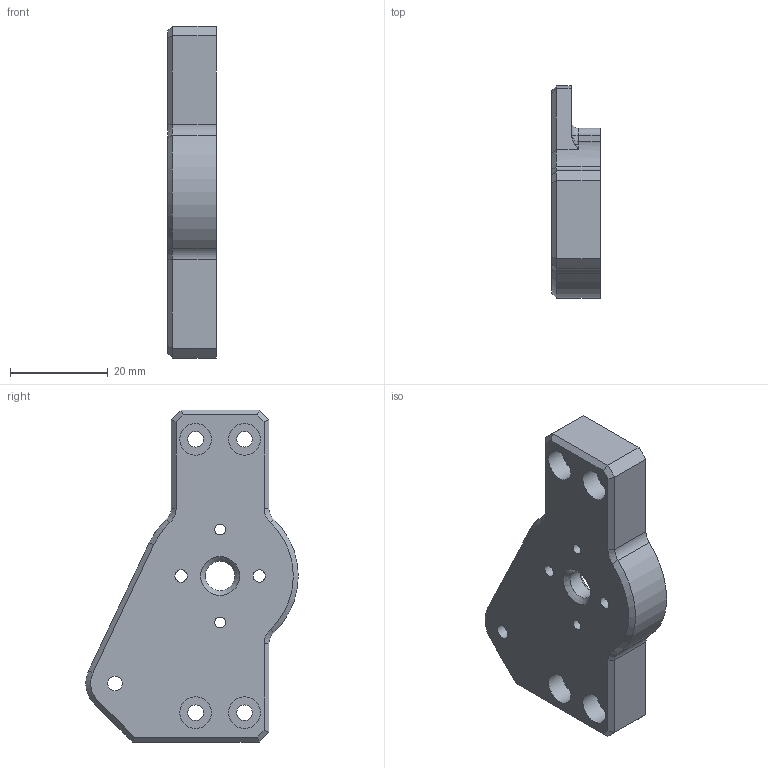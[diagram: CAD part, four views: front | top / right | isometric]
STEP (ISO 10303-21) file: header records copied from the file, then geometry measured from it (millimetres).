
FILE_DESCRIPTION(('FreeCAD Model'),'2;1');
FILE_NAME('Open CASCADE Shape Model','2022-04-16T15:46:13',('Author'),( ''),'Open CASCADE STEP processor 7.5','FreeCAD','Unknown');
FILE_SCHEMA(('AUTOMOTIVE_DESIGN { 1 0 10303 214 1 1 1 1 }'));
Length unit declared in the file: millimetre
Products named in the file (1): th3 motor mount
Bounding box: 10 x 43.5 x 68 mm (x, y, z)
Volume: 12694 mm3; surface area: 6885 mm2
Topology: 1 solids, 1 shells, 99 faces, 245 edges, 153 vertices
Faces by surface type: cylinder 41, plane 36, cone 8, torus 8, sphere 5, bspline 1
Full cylindrical faces by diameter (mm): 2.2 x2, 2.5 x2, 3 x1, 3.2 x4, 6 x1, 6.5 x4
Entity records: 6811 total; most frequent: CARTESIAN_POINT 1806, DIRECTION 977, LINE 520, VECTOR 520, ORIENTED_EDGE 490, PCURVE 490, DEFINITIONAL_REPRESENTATION 490, EDGE_CURVE 245
